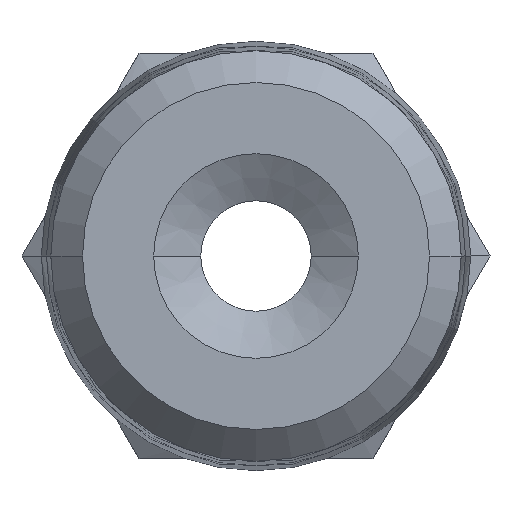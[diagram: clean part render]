
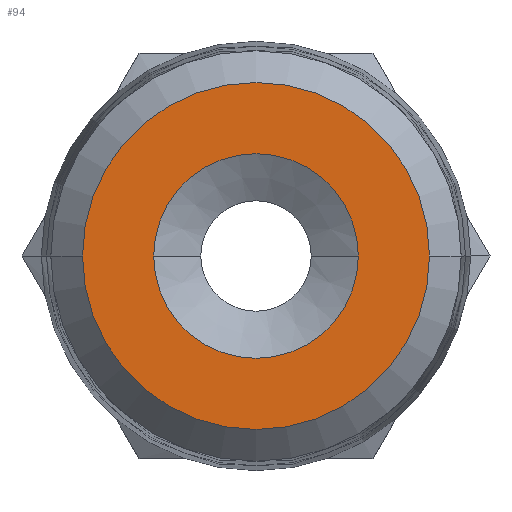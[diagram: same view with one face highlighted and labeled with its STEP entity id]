
A CAD part, left-side view. The second image highlights one B-rep face of the part: STEP entity #94.
In plain terms, the highlighted planar face has unit normal (-1, 0, 0).
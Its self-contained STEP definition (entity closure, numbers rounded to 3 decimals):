
#94=ADVANCED_FACE('',(#218,#219),#220,.T.);
#218=FACE_BOUND('',#368,.T.);
#219=FACE_OUTER_BOUND('',#369,.T.);
#220=PLANE('',#370);
#368=EDGE_LOOP('',(#782,#783));
#369=EDGE_LOOP('',(#784,#785));
#370=AXIS2_PLACEMENT_3D('',#786,#787,#788);
#782=ORIENTED_EDGE('',*,*,#1099,.T.);
#783=ORIENTED_EDGE('',*,*,#1038,.T.);
#784=ORIENTED_EDGE('',*,*,#1019,.F.);
#785=ORIENTED_EDGE('',*,*,#1115,.F.);
#786=CARTESIAN_POINT('',(-29.1,-2.12,0.0));
#787=DIRECTION('',(-1.0,0.,-0.0));
#788=DIRECTION('',(0.,1.0,0.0));
#1019=EDGE_CURVE('',#1227,#1230,#1231,.T.);
#1038=EDGE_CURVE('',#1261,#1263,#1265,.T.);
#1099=EDGE_CURVE('',#1263,#1261,#1364,.T.);
#1115=EDGE_CURVE('',#1230,#1227,#1381,.T.);
#1227=VERTEX_POINT('',#1555);
#1230=VERTEX_POINT('',#1559);
#1231=CIRCLE('',#1560,4.24);
#1261=VERTEX_POINT('',#1599);
#1263=VERTEX_POINT('',#1602);
#1265=CIRCLE('',#1605,2.5);
#1364=CIRCLE('',#2088,2.5);
#1381=CIRCLE('',#2105,4.24);
#1555=CARTESIAN_POINT('',(-29.1,-4.24,0.0));
#1559=CARTESIAN_POINT('',(-29.1,4.24,0.));
#1560=AXIS2_PLACEMENT_3D('',#2303,#2304,#2305);
#1599=CARTESIAN_POINT('',(-29.1,2.5,0.));
#1602=CARTESIAN_POINT('',(-29.1,-2.5,0.));
#1605=AXIS2_PLACEMENT_3D('',#2338,#2339,#2340);
#2088=AXIS2_PLACEMENT_3D('',#2379,#2380,#2381);
#2105=AXIS2_PLACEMENT_3D('',#2427,#2428,#2429);
#2303=CARTESIAN_POINT('',(-29.1,0.0,0.0));
#2304=DIRECTION('',(1.0,0.,0.0));
#2305=DIRECTION('',(0.,-1.0,0.0));
#2338=CARTESIAN_POINT('',(-29.1,0.0,0.0));
#2339=DIRECTION('',(1.0,0.,0.0));
#2340=DIRECTION('',(0.,1.0,0.0));
#2379=CARTESIAN_POINT('',(-29.1,0.0,0.0));
#2380=DIRECTION('',(1.0,0.,0.0));
#2381=DIRECTION('',(0.,1.0,0.0));
#2427=CARTESIAN_POINT('',(-29.1,0.0,0.0));
#2428=DIRECTION('',(1.0,0.,0.0));
#2429=DIRECTION('',(0.,-1.0,0.0));
